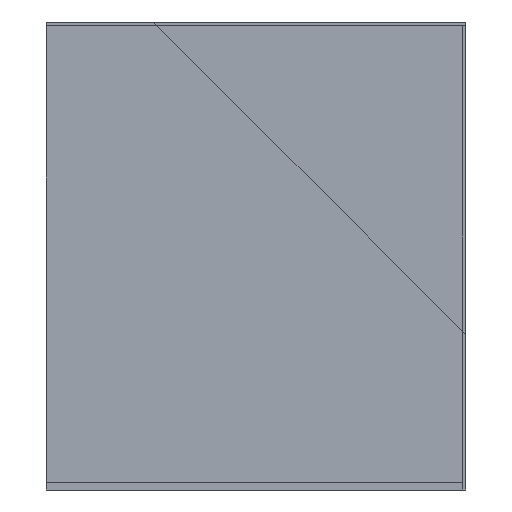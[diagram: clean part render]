
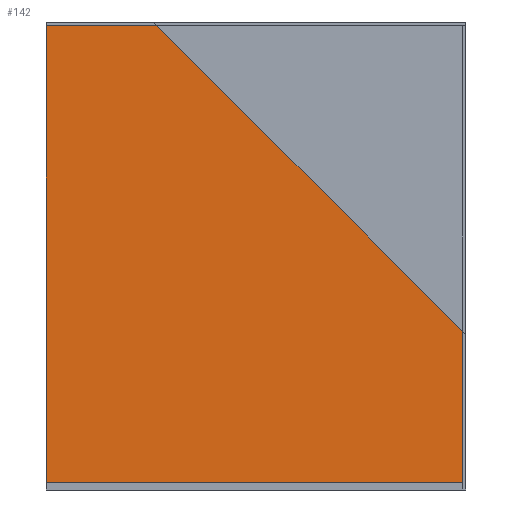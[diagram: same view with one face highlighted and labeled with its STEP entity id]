
A CAD part, left-side view. The second image highlights one B-rep face of the part: STEP entity #142.
In plain terms, the highlighted planar face has unit normal (-1, 0, 0).
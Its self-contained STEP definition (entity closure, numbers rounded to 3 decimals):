
#142=ADVANCED_FACE('',(#306),#2192,.T.);
#306=FACE_OUTER_BOUND('',#470,.T.);
#470=EDGE_LOOP('',(#723,#724,#725,#726,#727));
#723=ORIENTED_EDGE('',*,*,#1340,.T.);
#724=ORIENTED_EDGE('',*,*,#1343,.T.);
#725=ORIENTED_EDGE('',*,*,#1337,.F.);
#726=ORIENTED_EDGE('',*,*,#1330,.F.);
#727=ORIENTED_EDGE('',*,*,#1336,.T.);
#1330=EDGE_CURVE('',#1974,#1975,#1666,.T.);
#1336=EDGE_CURVE('',#1974,#1980,#1672,.T.);
#1337=EDGE_CURVE('',#1975,#1977,#1673,.T.);
#1340=EDGE_CURVE('',#1980,#1981,#1676,.T.);
#1343=EDGE_CURVE('',#1981,#1977,#1679,.T.);
#1666=B_SPLINE_CURVE_WITH_KNOTS('',1,(#2861,#2862),.UNSPECIFIED.,.F.,.F.,
(2,2),(0.,446.388),.UNSPECIFIED.);
#1672=B_SPLINE_CURVE_WITH_KNOTS('',1,(#2873,#2874),.UNSPECIFIED.,.F.,.F.,
(2,2),(0.,162.42),.UNSPECIFIED.);
#1673=B_SPLINE_CURVE_WITH_KNOTS('',1,(#2875,#2876),.UNSPECIFIED.,.F.,.F.,
(2,2),(0.,490.),.UNSPECIFIED.);
#1676=B_SPLINE_CURVE_WITH_KNOTS('',1,(#2881,#2882),.UNSPECIFIED.,.F.,.F.,
(2,2),(77.52,540.788),.UNSPECIFIED.);
#1679=B_SPLINE_CURVE_WITH_KNOTS('',1,(#2887,#2888),.UNSPECIFIED.,.F.,.F.,
(2,2),(327.58,446.388),.UNSPECIFIED.);
#1974=VERTEX_POINT('',#2850);
#1975=VERTEX_POINT('',#2851);
#1977=VERTEX_POINT('',#2853);
#1980=VERTEX_POINT('',#2856);
#1981=VERTEX_POINT('',#2857);
#2192=PLANE('',#2372);
#2372=AXIS2_PLACEMENT_3D('',#2845,#2536,$);
#2536=DIRECTION('',(-1.,0.,0.));
#2845=CARTESIAN_POINT('',(-154.,-272.388,-200.));
#2850=CARTESIAN_POINT('',(-154.,-272.388,-200.));
#2851=CARTESIAN_POINT('',(-154.,174.,-200.));
#2853=CARTESIAN_POINT('',(-154.,174.,290.));
#2856=CARTESIAN_POINT('',(-154.,-272.388,-37.58));
#2857=CARTESIAN_POINT('',(-154.,55.192,290.));
#2861=CARTESIAN_POINT('',(-154.,-272.388,-200.));
#2862=CARTESIAN_POINT('',(-154.,174.,-200.));
#2873=CARTESIAN_POINT('',(-154.,-272.388,-200.));
#2874=CARTESIAN_POINT('',(-154.,-272.388,-37.58));
#2875=CARTESIAN_POINT('',(-154.,174.,-200.));
#2876=CARTESIAN_POINT('',(-154.,174.,290.));
#2881=CARTESIAN_POINT('',(-154.,-272.388,-37.58));
#2882=CARTESIAN_POINT('',(-154.,55.192,290.));
#2887=CARTESIAN_POINT('',(-154.,55.192,290.));
#2888=CARTESIAN_POINT('',(-154.,174.,290.));
